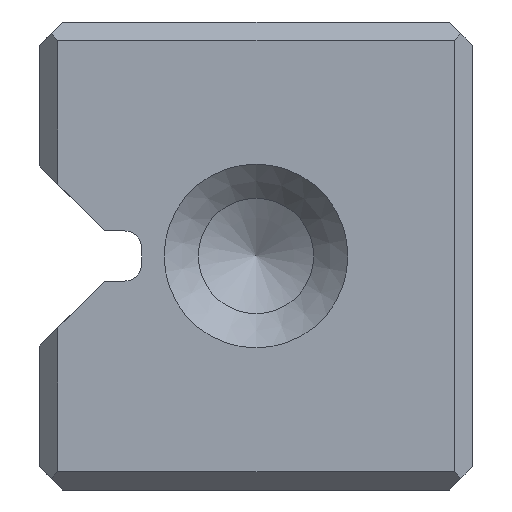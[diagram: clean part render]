
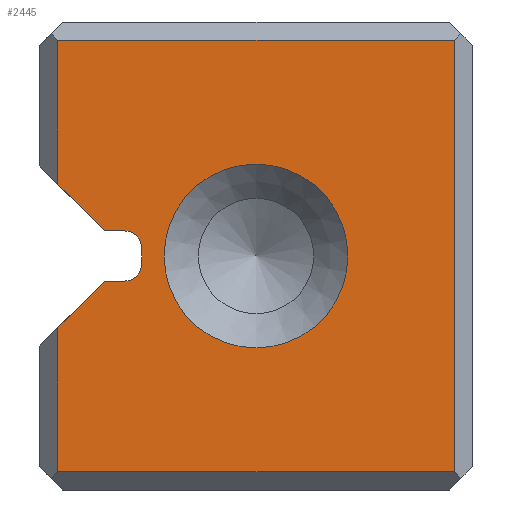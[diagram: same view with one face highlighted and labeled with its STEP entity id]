
A CAD part, left-side view. The second image highlights one B-rep face of the part: STEP entity #2445.
In plain terms, the highlighted planar face has unit normal (-1, 0, 0).
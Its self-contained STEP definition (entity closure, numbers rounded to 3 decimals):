
#2445=ADVANCED_FACE('',(#3300,#3301),#2803,.T.);
#2803=PLANE('',#8486);
#3041=CIRCLE('',#8483,1.);
#3042=CIRCLE('',#8484,1.);
#3043=CIRCLE('',#8485,5.5);
#3300=FACE_BOUND('',#3442,.T.);
#3301=FACE_BOUND('',#3443,.T.);
#3442=EDGE_LOOP('',(#4092,#4093,#4094,#4095,#4096,#4097,#4098,#4099,#4100,
#4101,#4102,#4103));
#3443=EDGE_LOOP('',(#4104));
#4092=ORIENTED_EDGE('',*,*,#6494,.T.);
#4093=ORIENTED_EDGE('',*,*,#6495,.T.);
#4094=ORIENTED_EDGE('',*,*,#6496,.T.);
#4095=ORIENTED_EDGE('',*,*,#6497,.T.);
#4096=ORIENTED_EDGE('',*,*,#6498,.T.);
#4097=ORIENTED_EDGE('',*,*,#6499,.T.);
#4098=ORIENTED_EDGE('',*,*,#6500,.T.);
#4099=ORIENTED_EDGE('',*,*,#6501,.T.);
#4100=ORIENTED_EDGE('',*,*,#6502,.T.);
#4101=ORIENTED_EDGE('',*,*,#6503,.T.);
#4102=ORIENTED_EDGE('',*,*,#6504,.T.);
#4103=ORIENTED_EDGE('',*,*,#6505,.F.);
#4104=ORIENTED_EDGE('',*,*,#6506,.F.);
#5880=VERTEX_POINT('',#10814);
#5881=VERTEX_POINT('',#10815);
#5882=VERTEX_POINT('',#10817);
#5883=VERTEX_POINT('',#10819);
#5884=VERTEX_POINT('',#10821);
#5885=VERTEX_POINT('',#10823);
#5886=VERTEX_POINT('',#10825);
#5887=VERTEX_POINT('',#10827);
#5888=VERTEX_POINT('',#10829);
#5889=VERTEX_POINT('',#10831);
#5890=VERTEX_POINT('',#10833);
#5891=VERTEX_POINT('',#10835);
#5892=VERTEX_POINT('',#10838);
#6494=EDGE_CURVE('',#5880,#5881,#7305,.T.);
#6495=EDGE_CURVE('',#5881,#5882,#7306,.T.);
#6496=EDGE_CURVE('',#5882,#5883,#7307,.T.);
#6497=EDGE_CURVE('',#5883,#5884,#7308,.T.);
#6498=EDGE_CURVE('',#5884,#5885,#7309,.T.);
#6499=EDGE_CURVE('',#5885,#5886,#7310,.T.);
#6500=EDGE_CURVE('',#5886,#5887,#7311,.T.);
#6501=EDGE_CURVE('',#5887,#5888,#7312,.T.);
#6502=EDGE_CURVE('',#5888,#5889,#3041,.T.);
#6503=EDGE_CURVE('',#5889,#5890,#7313,.T.);
#6504=EDGE_CURVE('',#5890,#5891,#3042,.T.);
#6505=EDGE_CURVE('',#5880,#5891,#7314,.T.);
#6506=EDGE_CURVE('',#5892,#5892,#3043,.T.);
#7305=LINE('',#10813,#7967);
#7306=LINE('',#10816,#7968);
#7307=LINE('',#10818,#7969);
#7308=LINE('',#10820,#7970);
#7309=LINE('',#10822,#7971);
#7310=LINE('',#10824,#7972);
#7311=LINE('',#10826,#7973);
#7312=LINE('',#10828,#7974);
#7313=LINE('',#10832,#7975);
#7314=LINE('',#10836,#7976);
#7967=VECTOR('',#8968,1.);
#7968=VECTOR('',#8969,1.);
#7969=VECTOR('',#8970,1.);
#7970=VECTOR('',#8971,1.);
#7971=VECTOR('',#8972,1.);
#7972=VECTOR('',#8973,1.);
#7973=VECTOR('',#8974,1.);
#7974=VECTOR('',#8975,1.);
#7975=VECTOR('',#8978,1.);
#7976=VECTOR('',#8981,1.);
#8483=AXIS2_PLACEMENT_3D('',#10830,#8976,#8977);
#8484=AXIS2_PLACEMENT_3D('',#10834,#8979,#8980);
#8485=AXIS2_PLACEMENT_3D('',#10837,#8982,#8983);
#8486=AXIS2_PLACEMENT_3D('',#10839,#8984,#8985);
#8968=DIRECTION('',(0.,0.707,-0.707));
#8969=DIRECTION('',(0.,0.,-1.));
#8970=DIRECTION('',(0.,-1.,0.));
#8971=DIRECTION('',(0.,0.,1.));
#8972=DIRECTION('',(0.,1.,0.));
#8973=DIRECTION('',(0.,0.,-1.));
#8974=DIRECTION('',(0.,-0.707,-0.707));
#8975=DIRECTION('',(0.,-1.,0.));
#8976=DIRECTION('',(1.,0.,0.));
#8977=DIRECTION('',(0.,0.,1.));
#8978=DIRECTION('',(0.,0.,-1.));
#8979=DIRECTION('',(1.,0.,0.));
#8980=DIRECTION('',(0.,0.,1.));
#8981=DIRECTION('',(0.,-1.,0.));
#8982=DIRECTION('',(-1.,0.,0.));
#8983=DIRECTION('',(0.,0.,1.));
#8984=DIRECTION('',(-1.,0.,0.));
#8985=DIRECTION('',(0.,1.,0.));
#10813=CARTESIAN_POINT('',(-500.,22.662,11.862));
#10814=CARTESIAN_POINT('',(-500.,34.42,0.105));
#10815=CARTESIAN_POINT('',(-500.,37.205,-2.68));
#10816=CARTESIAN_POINT('',(-500.,37.205,1.605));
#10817=CARTESIAN_POINT('',(-500.,37.205,-11.295));
#10818=CARTESIAN_POINT('',(-500.,12.405,-11.295));
#10819=CARTESIAN_POINT('',(-500.,13.505,-11.295));
#10820=CARTESIAN_POINT('',(-500.,13.505,1.605));
#10821=CARTESIAN_POINT('',(-500.,13.505,14.505));
#10822=CARTESIAN_POINT('',(-500.,12.405,14.505));
#10823=CARTESIAN_POINT('',(-500.,37.205,14.505));
#10824=CARTESIAN_POINT('',(-500.,37.205,1.605));
#10825=CARTESIAN_POINT('',(-500.,37.205,5.89));
#10826=CARTESIAN_POINT('',(-500.,22.662,-8.652));
#10827=CARTESIAN_POINT('',(-500.,34.42,3.105));
#10828=CARTESIAN_POINT('',(-500.,32.205,3.105));
#10829=CARTESIAN_POINT('',(-500.,33.205,3.105));
#10830=CARTESIAN_POINT('',(-500.,33.205,2.105));
#10831=CARTESIAN_POINT('',(-500.,32.205,2.105));
#10832=CARTESIAN_POINT('',(-500.,32.205,3.105));
#10833=CARTESIAN_POINT('',(-500.,32.205,1.105));
#10834=CARTESIAN_POINT('',(-500.,33.205,1.105));
#10835=CARTESIAN_POINT('',(-500.,33.205,0.105));
#10836=CARTESIAN_POINT('',(-500.,32.205,0.105));
#10837=CARTESIAN_POINT('',(-500.,25.355,1.605));
#10838=CARTESIAN_POINT('',(-500.,25.355,7.105));
#10839=CARTESIAN_POINT('',(-500.,12.405,1.605));
